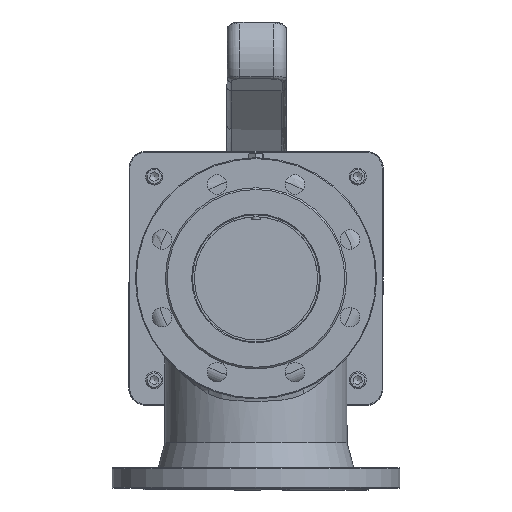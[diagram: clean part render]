
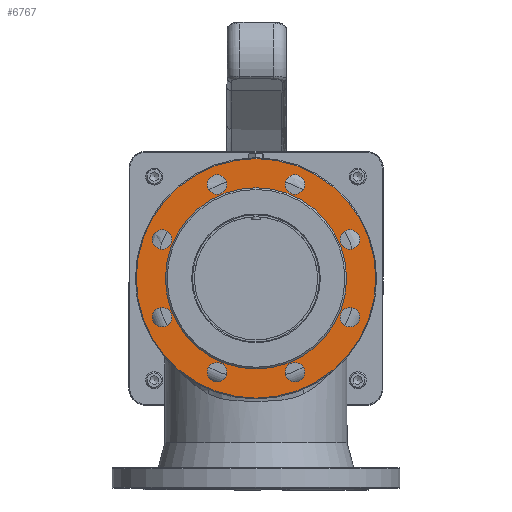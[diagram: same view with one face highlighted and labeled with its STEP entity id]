
A CAD part, front view. The second image highlights one B-rep face of the part: STEP entity #6767.
In plain terms, the highlighted planar face has unit normal (0, -1, 0).
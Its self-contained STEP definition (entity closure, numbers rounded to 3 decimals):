
#264=FACE_BOUND('',#1187,.T.);
#265=FACE_BOUND('',#1188,.T.);
#266=FACE_BOUND('',#1189,.T.);
#267=FACE_BOUND('',#1190,.T.);
#268=FACE_BOUND('',#1191,.T.);
#269=FACE_BOUND('',#1192,.T.);
#270=FACE_BOUND('',#1193,.T.);
#271=FACE_BOUND('',#1194,.T.);
#272=FACE_BOUND('',#1195,.T.);
#726=FACE_OUTER_BOUND('',#1186,.T.);
#1186=EDGE_LOOP('',(#4989));
#1187=EDGE_LOOP('',(#4990));
#1188=EDGE_LOOP('',(#4991));
#1189=EDGE_LOOP('',(#4992));
#1190=EDGE_LOOP('',(#4993));
#1191=EDGE_LOOP('',(#4994));
#1192=EDGE_LOOP('',(#4995));
#1193=EDGE_LOOP('',(#4996));
#1194=EDGE_LOOP('',(#4997));
#1195=EDGE_LOOP('',(#4998));
#1625=CIRCLE('',#7507,107.);
#1627=CIRCLE('',#7510,141.5);
#1628=CIRCLE('',#7511,11.5);
#1629=CIRCLE('',#7512,11.5);
#1630=CIRCLE('',#7513,11.5);
#1631=CIRCLE('',#7514,11.5);
#1632=CIRCLE('',#7515,11.5);
#1633=CIRCLE('',#7516,11.5);
#1634=CIRCLE('',#7517,11.5);
#1635=CIRCLE('',#7518,11.5);
#2972=VERTEX_POINT('',#11778);
#2974=VERTEX_POINT('',#11784);
#2975=VERTEX_POINT('',#11786);
#2976=VERTEX_POINT('',#11788);
#2977=VERTEX_POINT('',#11790);
#2978=VERTEX_POINT('',#11792);
#2979=VERTEX_POINT('',#11794);
#2980=VERTEX_POINT('',#11796);
#2981=VERTEX_POINT('',#11798);
#2982=VERTEX_POINT('',#11800);
#3695=EDGE_CURVE('',#2972,#2972,#1625,.T.);
#3698=EDGE_CURVE('',#2974,#2974,#1627,.T.);
#3699=EDGE_CURVE('',#2975,#2975,#1628,.T.);
#3700=EDGE_CURVE('',#2976,#2976,#1629,.T.);
#3701=EDGE_CURVE('',#2977,#2977,#1630,.T.);
#3702=EDGE_CURVE('',#2978,#2978,#1631,.T.);
#3703=EDGE_CURVE('',#2979,#2979,#1632,.T.);
#3704=EDGE_CURVE('',#2980,#2980,#1633,.T.);
#3705=EDGE_CURVE('',#2981,#2981,#1634,.T.);
#3706=EDGE_CURVE('',#2982,#2982,#1635,.T.);
#4989=ORIENTED_EDGE('',*,*,#3698,.F.);
#4990=ORIENTED_EDGE('',*,*,#3699,.F.);
#4991=ORIENTED_EDGE('',*,*,#3700,.F.);
#4992=ORIENTED_EDGE('',*,*,#3701,.F.);
#4993=ORIENTED_EDGE('',*,*,#3702,.F.);
#4994=ORIENTED_EDGE('',*,*,#3703,.F.);
#4995=ORIENTED_EDGE('',*,*,#3704,.F.);
#4996=ORIENTED_EDGE('',*,*,#3705,.F.);
#4997=ORIENTED_EDGE('',*,*,#3706,.F.);
#4998=ORIENTED_EDGE('',*,*,#3695,.F.);
#6189=PLANE('',#7509);
#6767=ADVANCED_FACE('',(#726,#264,#265,#266,#267,#268,#269,#270,#271,#272),
#6189,.F.);
#7507=AXIS2_PLACEMENT_3D('',#11779,#8714,#8715);
#7509=AXIS2_PLACEMENT_3D('',#11783,#8719,#8720);
#7510=AXIS2_PLACEMENT_3D('',#11785,#8721,#8722);
#7511=AXIS2_PLACEMENT_3D('',#11787,#8723,#8724);
#7512=AXIS2_PLACEMENT_3D('',#11789,#8725,#8726);
#7513=AXIS2_PLACEMENT_3D('',#11791,#8727,#8728);
#7514=AXIS2_PLACEMENT_3D('',#11793,#8729,#8730);
#7515=AXIS2_PLACEMENT_3D('',#11795,#8731,#8732);
#7516=AXIS2_PLACEMENT_3D('',#11797,#8733,#8734);
#7517=AXIS2_PLACEMENT_3D('',#11799,#8735,#8736);
#7518=AXIS2_PLACEMENT_3D('',#11801,#8737,#8738);
#8714=DIRECTION('center_axis',(0.,-1.,0.));
#8715=DIRECTION('ref_axis',(1.,0.,0.));
#8719=DIRECTION('center_axis',(0.,1.,0.));
#8720=DIRECTION('ref_axis',(0.,0.,1.));
#8721=DIRECTION('center_axis',(0.,1.,0.));
#8722=DIRECTION('ref_axis',(-1.,0.,0.));
#8723=DIRECTION('center_axis',(0.,-1.,0.));
#8724=DIRECTION('ref_axis',(-1.,0.,0.));
#8725=DIRECTION('center_axis',(0.,-1.,0.));
#8726=DIRECTION('ref_axis',(-1.,0.,0.));
#8727=DIRECTION('center_axis',(0.,-1.,0.));
#8728=DIRECTION('ref_axis',(-1.,0.,0.));
#8729=DIRECTION('center_axis',(0.,-1.,0.));
#8730=DIRECTION('ref_axis',(-1.,0.,0.));
#8731=DIRECTION('center_axis',(0.,-1.,0.));
#8732=DIRECTION('ref_axis',(-1.,0.,0.));
#8733=DIRECTION('center_axis',(0.,-1.,0.));
#8734=DIRECTION('ref_axis',(-1.,0.,0.));
#8735=DIRECTION('center_axis',(0.,-1.,0.));
#8736=DIRECTION('ref_axis',(-1.,0.,0.));
#8737=DIRECTION('center_axis',(0.,-1.,0.));
#8738=DIRECTION('ref_axis',(-1.,0.,0.));
#11778=CARTESIAN_POINT('',(-107.,2.,0.));
#11779=CARTESIAN_POINT('Origin',(0.,2.,0.));
#11783=CARTESIAN_POINT('Origin',(0.,2.,0.));
#11784=CARTESIAN_POINT('',(141.5,2.,0.));
#11785=CARTESIAN_POINT('Origin',(0.,2.,0.));
#11786=CARTESIAN_POINT('',(-34.422,2.,110.866));
#11787=CARTESIAN_POINT('Origin',(-45.922,2.,110.866));
#11788=CARTESIAN_POINT('',(-99.366,2.,45.922));
#11789=CARTESIAN_POINT('Origin',(-110.866,2.,45.922));
#11790=CARTESIAN_POINT('',(-99.366,2.,-45.922));
#11791=CARTESIAN_POINT('Origin',(-110.866,2.,-45.922));
#11792=CARTESIAN_POINT('',(-34.422,2.,-110.866));
#11793=CARTESIAN_POINT('Origin',(-45.922,2.,-110.866));
#11794=CARTESIAN_POINT('',(57.422,2.,-110.866));
#11795=CARTESIAN_POINT('Origin',(45.922,2.,-110.866));
#11796=CARTESIAN_POINT('',(122.366,2.,-45.922));
#11797=CARTESIAN_POINT('Origin',(110.866,2.,-45.922));
#11798=CARTESIAN_POINT('',(122.366,2.,45.922));
#11799=CARTESIAN_POINT('Origin',(110.866,2.,45.922));
#11800=CARTESIAN_POINT('',(57.422,2.,110.866));
#11801=CARTESIAN_POINT('Origin',(45.922,2.,110.866));
